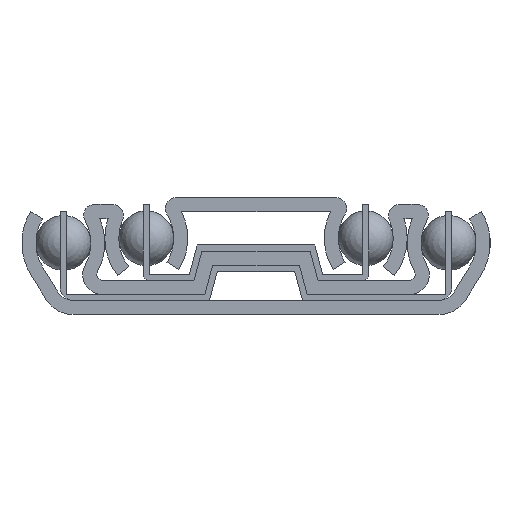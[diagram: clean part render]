
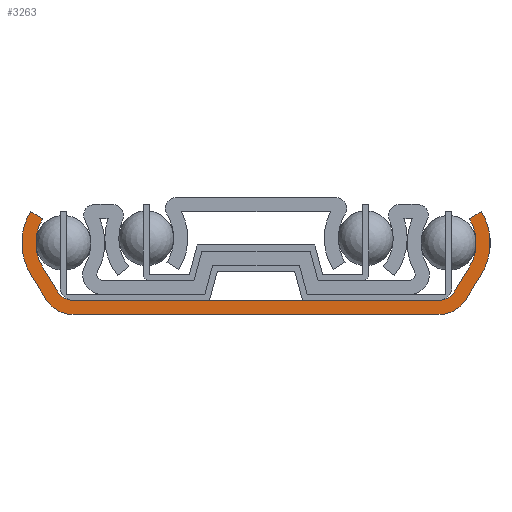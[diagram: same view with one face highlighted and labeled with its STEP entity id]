
A CAD part, left-side view. The second image highlights one B-rep face of the part: STEP entity #3263.
In plain terms, the highlighted planar face has unit normal (-1, 0, 0).
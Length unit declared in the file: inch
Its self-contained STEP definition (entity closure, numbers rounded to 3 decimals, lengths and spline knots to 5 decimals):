
#209 = CIRCLE ( 'NONE', #5616, 0.13577 ) ;
#216 = CIRCLE ( 'NONE', #5620, 0.13577 ) ;
#592 = FACE_OUTER_BOUND ( 'NONE', #2580, .T. ) ;
#1017 = ORIENTED_EDGE ( 'NONE', *, *, #2806, .F. ) ;
#1018 = ORIENTED_EDGE ( 'NONE', *, *, #2850, .F. ) ;
#1019 = ORIENTED_EDGE ( 'NONE', *, *, #2821, .F. ) ;
#1020 = ORIENTED_EDGE ( 'NONE', *, *, #2844, .F. ) ;
#1021 = ORIENTED_EDGE ( 'NONE', *, *, #2825, .F. ) ;
#1022 = ORIENTED_EDGE ( 'NONE', *, *, #2828, .F. ) ;
#1023 = ORIENTED_EDGE ( 'NONE', *, *, #1984, .F. ) ;
#1024 = ORIENTED_EDGE ( 'NONE', *, *, #1988, .F. ) ;
#1025 = ORIENTED_EDGE ( 'NONE', *, *, #1981, .F. ) ;
#1026 = ORIENTED_EDGE ( 'NONE', *, *, #1995, .F. ) ;
#1027 = ORIENTED_EDGE ( 'NONE', *, *, #2006, .F. ) ;
#1028 = ORIENTED_EDGE ( 'NONE', *, *, #2033, .F. ) ;
#1029 = ORIENTED_EDGE ( 'NONE', *, *, #2031, .F. ) ;
#1030 = ORIENTED_EDGE ( 'NONE', *, *, #2019, .F. ) ;
#1031 = ORIENTED_EDGE ( 'NONE', *, *, #2022, .F. ) ;
#1032 = ORIENTED_EDGE ( 'NONE', *, *, #2801, .F. ) ;
#1509 = LINE ( 'NONE', #7612, #1513 ) ;
#1513 = VECTOR ( 'NONE', #7626, 39.37008 ) ;
#1520 = LINE ( 'NONE', #7615, #1523 ) ;
#1523 = VECTOR ( 'NONE', #7617, 39.37008 ) ;
#1525 = CIRCLE ( 'NONE', #4926, 0.19739 ) ;
#1537 = CIRCLE ( 'NONE', #4930, 0.07577 ) ;
#1554 = LINE ( 'NONE', #7717, #1556 ) ;
#1556 = VECTOR ( 'NONE', #7740, 39.37008 ) ;
#1572 = CIRCLE ( 'NONE', #4940, 0.19739 ) ;
#1580 = LINE ( 'NONE', #7525, #1582 ) ;
#1582 = VECTOR ( 'NONE', #7551, 39.37008 ) ;
#1594 = LINE ( 'NONE', #7415, #1596 ) ;
#1596 = VECTOR ( 'NONE', #7433, 39.37008 ) ;
#1597 = CIRCLE ( 'NONE', #4946, 0.07577 ) ;
#1891 = CIRCLE ( 'NONE', #5598, 0.25739 ) ;
#1901 = LINE ( 'NONE', #4417, #1903 ) ;
#1903 = VECTOR ( 'NONE', #4427, 39.37008 ) ;
#1924 = LINE ( 'NONE', #4377, #1927 ) ;
#1927 = VECTOR ( 'NONE', #4375, 39.37008 ) ;
#1931 = LINE ( 'NONE', #4368, #1934 ) ;
#1934 = VECTOR ( 'NONE', #4366, 39.37008 ) ;
#1937 = CIRCLE ( 'NONE', #5608, 0.25739 ) ;
#1981 = EDGE_CURVE ( 'NONE', #6516, #6484, #1509, .T. ) ;
#1984 = EDGE_CURVE ( 'NONE', #6480, #6379, #1520, .T. ) ;
#1988 = EDGE_CURVE ( 'NONE', #6379, #6516, #1525, .T. ) ;
#1995 = EDGE_CURVE ( 'NONE', #6484, #6574, #1537, .T. ) ;
#2006 = EDGE_CURVE ( 'NONE', #6574, #6493, #1554, .T. ) ;
#2019 = EDGE_CURVE ( 'NONE', #6577, #6578, #1572, .T. ) ;
#2022 = EDGE_CURVE ( 'NONE', #6578, #6481, #1580, .T. ) ;
#2031 = EDGE_CURVE ( 'NONE', #6394, #6577, #1594, .T. ) ;
#2033 = EDGE_CURVE ( 'NONE', #6493, #6394, #1597, .T. ) ;
#2580 = EDGE_LOOP ( 'NONE', ( #1032, #1031, #1030, #1029, #1028, #1027, #1026, #1025, #1024, #1023, #1022, #1021, #1020, #1019, #1018, #1017 ) ) ;
#2801 = EDGE_CURVE ( 'NONE', #6481, #6456, #1891, .T. ) ;
#2806 = EDGE_CURVE ( 'NONE', #6456, #6375, #1901, .T. ) ;
#2821 = EDGE_CURVE ( 'NONE', #6517, #6424, #1924, .T. ) ;
#2825 = EDGE_CURVE ( 'NONE', #6504, #6518, #1931, .T. ) ;
#2828 = EDGE_CURVE ( 'NONE', #6518, #6480, #1937, .T. ) ;
#2844 = EDGE_CURVE ( 'NONE', #6424, #6504, #209, .T. ) ;
#2850 = EDGE_CURVE ( 'NONE', #6375, #6517, #216, .T. ) ;
#2894 = CARTESIAN_POINT ( 'NONE',  ( -7., -0.84591, -0.20956 ) ) ;
#2908 = CARTESIAN_POINT ( 'NONE',  ( -7., 0.91106, 0.10289 ) ) ;
#2912 = CARTESIAN_POINT ( 'NONE',  ( -7., -0.89711, -0.24084 ) ) ;
#3263 = ADVANCED_FACE ( 'NONE', ( #592 ), #9040, .T. ) ;
#3643 = AXIS2_PLACEMENT_3D ( 'NONE', #9047, #9037, #9036 ) ;
#4297 = DIRECTION ( 'NONE',  ( 0., 0., -1. ) ) ;
#4298 = DIRECTION ( 'NONE',  ( 1., 0., 0. ) ) ;
#4299 = CARTESIAN_POINT ( 'NONE',  ( -7., -0.78125, -0.17007 ) ) ;
#4317 = DIRECTION ( 'NONE',  ( 0., 0., 1. ) ) ;
#4318 = DIRECTION ( 'NONE',  ( 1., 0., 0. ) ) ;
#4319 = CARTESIAN_POINT ( 'NONE',  ( -7., 0.78125, -0.17007 ) ) ;
#4357 = DIRECTION ( 'NONE',  ( 0., 0., -1. ) ) ;
#4358 = DIRECTION ( 'NONE',  ( 1., 0., 0. ) ) ;
#4359 = CARTESIAN_POINT ( 'NONE',  ( -7., 0.74261, 0. ) ) ;
#4366 = DIRECTION ( 'NONE',  ( 0., 0.521, 0.853 ) ) ;
#4368 = CARTESIAN_POINT ( 'NONE',  ( -7., 0.96227, -0.13416 ) ) ;
#4375 = DIRECTION ( 'NONE',  ( 0., 1., 0. ) ) ;
#4377 = CARTESIAN_POINT ( 'NONE',  ( -7., -0.78125, -0.30584 ) ) ;
#4417 = CARTESIAN_POINT ( 'NONE',  ( -7., -0.96227, -0.13416 ) ) ;
#4423 = DIRECTION ( 'NONE',  ( 0., 0., 1. ) ) ;
#4424 = DIRECTION ( 'NONE',  ( 1., 0., 0. ) ) ;
#4425 = CARTESIAN_POINT ( 'NONE',  ( -7., -0.74261, 0. ) ) ;
#4427 = DIRECTION ( 'NONE',  ( 0., 0.521, -0.853 ) ) ;
#4926 = AXIS2_PLACEMENT_3D ( 'NONE', #7630, #7631, #7632 ) ;
#4930 = AXIS2_PLACEMENT_3D ( 'NONE', #7799, #7798, #7509 ) ;
#4940 = AXIS2_PLACEMENT_3D ( 'NONE', #7536, #7532, #7529 ) ;
#4946 = AXIS2_PLACEMENT_3D ( 'NONE', #7366, #7361, #7358 ) ;
#5598 = AXIS2_PLACEMENT_3D ( 'NONE', #4425, #4424, #4423 ) ;
#5608 = AXIS2_PLACEMENT_3D ( 'NONE', #4359, #4358, #4357 ) ;
#5616 = AXIS2_PLACEMENT_3D ( 'NONE', #4319, #4318, #4317 ) ;
#5620 = AXIS2_PLACEMENT_3D ( 'NONE', #4299, #4298, #4297 ) ;
#6375 = VERTEX_POINT ( 'NONE', #2912 ) ;
#6379 = VERTEX_POINT ( 'NONE', #2908 ) ;
#6394 = VERTEX_POINT ( 'NONE', #2894 ) ;
#6424 = VERTEX_POINT ( 'NONE', #6876 ) ;
#6456 = VERTEX_POINT ( 'NONE', #6908 ) ;
#6480 = VERTEX_POINT ( 'NONE', #6932 ) ;
#6481 = VERTEX_POINT ( 'NONE', #6933 ) ;
#6484 = VERTEX_POINT ( 'NONE', #6936 ) ;
#6493 = VERTEX_POINT ( 'NONE', #6945 ) ;
#6504 = VERTEX_POINT ( 'NONE', #6956 ) ;
#6516 = VERTEX_POINT ( 'NONE', #6968 ) ;
#6517 = VERTEX_POINT ( 'NONE', #6969 ) ;
#6518 = VERTEX_POINT ( 'NONE', #6970 ) ;
#6574 = VERTEX_POINT ( 'NONE', #7026 ) ;
#6577 = VERTEX_POINT ( 'NONE', #7029 ) ;
#6578 = VERTEX_POINT ( 'NONE', #7030 ) ;
#6876 = CARTESIAN_POINT ( 'NONE',  ( -7., 0.78125, -0.30584 ) ) ;
#6908 = CARTESIAN_POINT ( 'NONE',  ( -7., -0.96227, -0.13416 ) ) ;
#6932 = CARTESIAN_POINT ( 'NONE',  ( -7., 0.96227, 0.13416 ) ) ;
#6933 = CARTESIAN_POINT ( 'NONE',  ( -7., -0.96227, 0.13416 ) ) ;
#6936 = CARTESIAN_POINT ( 'NONE',  ( -7., 0.84591, -0.20956 ) ) ;
#6945 = CARTESIAN_POINT ( 'NONE',  ( -7., -0.78125, -0.24584 ) ) ;
#6956 = CARTESIAN_POINT ( 'NONE',  ( -7., 0.89711, -0.24084 ) ) ;
#6968 = CARTESIAN_POINT ( 'NONE',  ( -7., 0.91106, -0.10289 ) ) ;
#6969 = CARTESIAN_POINT ( 'NONE',  ( -7., -0.78125, -0.30584 ) ) ;
#6970 = CARTESIAN_POINT ( 'NONE',  ( -7., 0.96227, -0.13416 ) ) ;
#7026 = CARTESIAN_POINT ( 'NONE',  ( -7., 0.78125, -0.24584 ) ) ;
#7029 = CARTESIAN_POINT ( 'NONE',  ( -7., -0.91106, -0.10289 ) ) ;
#7030 = CARTESIAN_POINT ( 'NONE',  ( -7., -0.91106, 0.10289 ) ) ;
#7358 = DIRECTION ( 'NONE',  ( 0., 0., -1. ) ) ;
#7361 = DIRECTION ( 'NONE',  ( -1., 0., 0. ) ) ;
#7366 = CARTESIAN_POINT ( 'NONE',  ( -7., -0.78125, -0.17007 ) ) ;
#7415 = CARTESIAN_POINT ( 'NONE',  ( -7., -0.91106, -0.10289 ) ) ;
#7433 = DIRECTION ( 'NONE',  ( 0., -0.521, 0.853 ) ) ;
#7509 = DIRECTION ( 'NONE',  ( 0., 0., 1. ) ) ;
#7525 = CARTESIAN_POINT ( 'NONE',  ( -7., -0.96227, 0.13416 ) ) ;
#7529 = DIRECTION ( 'NONE',  ( 0., 0., 1. ) ) ;
#7532 = DIRECTION ( 'NONE',  ( -1., 0., 0. ) ) ;
#7536 = CARTESIAN_POINT ( 'NONE',  ( -7., -0.74261, 0. ) ) ;
#7551 = DIRECTION ( 'NONE',  ( 0., -0.853, 0.521 ) ) ;
#7612 = CARTESIAN_POINT ( 'NONE',  ( -7., 0.91106, -0.10289 ) ) ;
#7615 = CARTESIAN_POINT ( 'NONE',  ( -7., 0.96227, 0.13416 ) ) ;
#7617 = DIRECTION ( 'NONE',  ( 0., -0.853, -0.521 ) ) ;
#7626 = DIRECTION ( 'NONE',  ( 0., -0.521, -0.853 ) ) ;
#7630 = CARTESIAN_POINT ( 'NONE',  ( -7., 0.74261, 0. ) ) ;
#7631 = DIRECTION ( 'NONE',  ( -1., 0., 0. ) ) ;
#7632 = DIRECTION ( 'NONE',  ( 0., 0., -1. ) ) ;
#7717 = CARTESIAN_POINT ( 'NONE',  ( -7., -0.78125, -0.24584 ) ) ;
#7740 = DIRECTION ( 'NONE',  ( 0., -1., 0. ) ) ;
#7798 = DIRECTION ( 'NONE',  ( -1., 0., 0. ) ) ;
#7799 = CARTESIAN_POINT ( 'NONE',  ( -7., 0.78125, -0.17007 ) ) ;
#9036 = DIRECTION ( 'NONE',  ( 0., 0., 1. ) ) ;
#9037 = DIRECTION ( 'NONE',  ( -1., 0., 0. ) ) ;
#9040 = PLANE ( 'NONE',  #3643 ) ;
#9047 = CARTESIAN_POINT ( 'NONE',  ( -7., -0.74261, 0. ) ) ;
